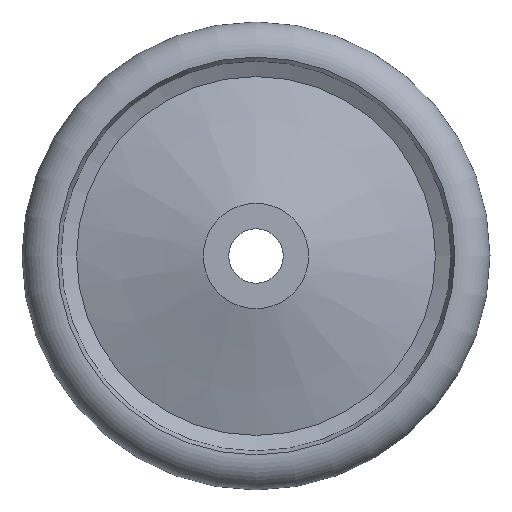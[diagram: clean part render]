
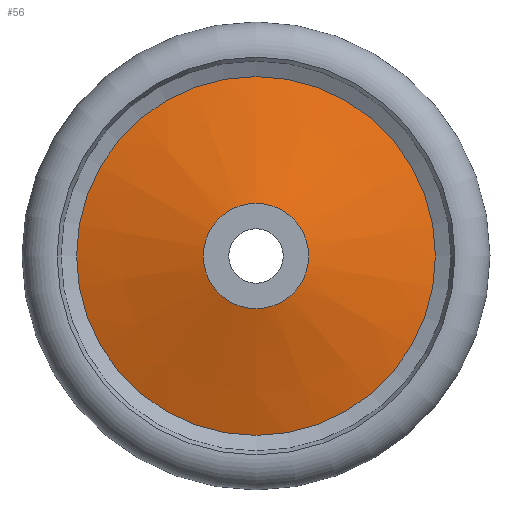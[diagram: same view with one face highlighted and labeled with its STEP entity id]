
A CAD part, left-side view. The second image highlights one B-rep face of the part: STEP entity #56.
In plain terms, the highlighted conical face has half-angle 73.706 degrees and reference radius 46 mm.
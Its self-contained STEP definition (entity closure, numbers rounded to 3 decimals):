
#56 = ADVANCED_FACE( '', ( #118, #119 ), #120, .T. );
#118 = FACE_BOUND( '', #174, .T. );
#119 = FACE_OUTER_BOUND( '', #175, .T. );
#120 = CONICAL_SURFACE( '', #176, 46., 1.286 );
#174 = EDGE_LOOP( '', ( #244 ) );
#175 = EDGE_LOOP( '', ( #245 ) );
#176 = AXIS2_PLACEMENT_3D( '', #246, #247, #248 );
#244 = ORIENTED_EDGE( '', *, *, #278, .F. );
#245 = ORIENTED_EDGE( '', *, *, #274, .T. );
#246 = CARTESIAN_POINT( '', ( 18.5, 0., 0. ) );
#247 = DIRECTION( '', ( 1., 0., 0. ) );
#248 = DIRECTION( '', ( 0., 0., -1. ) );
#274 = EDGE_CURVE( '', #309, #309, #310, .T. );
#278 = EDGE_CURVE( '', #313, #313, #314, .T. );
#309 = VERTEX_POINT( '', #345 );
#310 = CIRCLE( '', #346, 46. );
#313 = VERTEX_POINT( '', #349 );
#314 = CIRCLE( '', #350, 13.5 );
#345 = CARTESIAN_POINT( '', ( 18.5, 0., 46. ) );
#346 = AXIS2_PLACEMENT_3D( '', #382, #383, #384 );
#349 = CARTESIAN_POINT( '', ( 9., 0., 13.5 ) );
#350 = AXIS2_PLACEMENT_3D( '', #385, #386, #387 );
#382 = CARTESIAN_POINT( '', ( 18.5, 0., 0. ) );
#383 = DIRECTION( '', ( -1., 0., 0. ) );
#384 = DIRECTION( '', ( 0., 0., 1. ) );
#385 = CARTESIAN_POINT( '', ( 9., 0., 0. ) );
#386 = DIRECTION( '', ( -1., 0., 0. ) );
#387 = DIRECTION( '', ( 0., 0., 1. ) );
